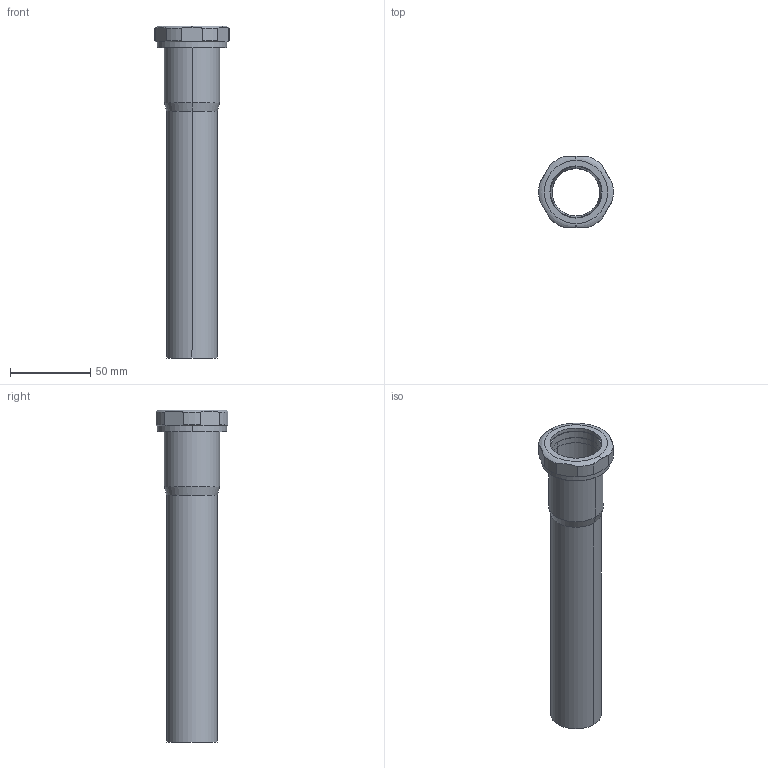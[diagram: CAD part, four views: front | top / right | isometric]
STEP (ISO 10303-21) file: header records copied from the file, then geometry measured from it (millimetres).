
FILE_DESCRIPTION((''),'2;1');
FILE_NAME('328','2021-06-11T18:04:34',('NSantos'),(''),'CREO PARAMETRIC BY PTC INC, 2018500','CREO PARAMETRIC BY PTC INC, 2018500','');
FILE_SCHEMA(('CONFIG_CONTROL_DESIGN'));
Length unit declared in the file: inch
Products named in the file (1): 328
Bounding box: 46.6 x 44.75 x 207.12 mm (x, y, z)
Volume: 28195.7 mm3; surface area: 49874.9 mm2
Topology: 1 solids, 3 shells, 109 faces, 288 edges, 189 vertices
Faces by surface type: cylinder 47, plane 26, torus 16, cone 10, bspline 9, extrusion 1
Entity records: 5628 total; most frequent: CARTESIAN_POINT 2987, ORIENTED_EDGE 551, DIRECTION 511, EDGE_CURVE 288, AXIS2_PLACEMENT_3D 213, VERTEX_POINT 189, EDGE_LOOP 121, CIRCLE 113
